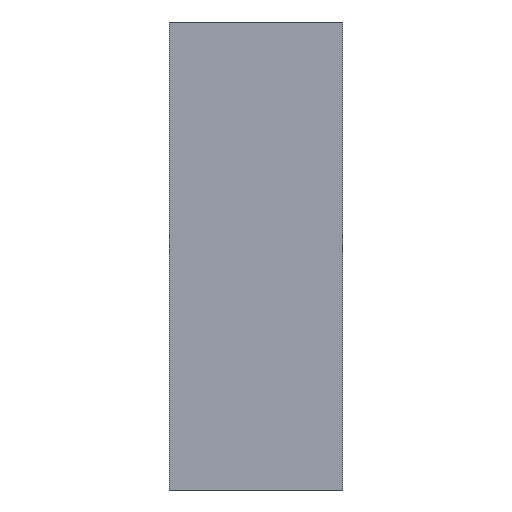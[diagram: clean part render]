
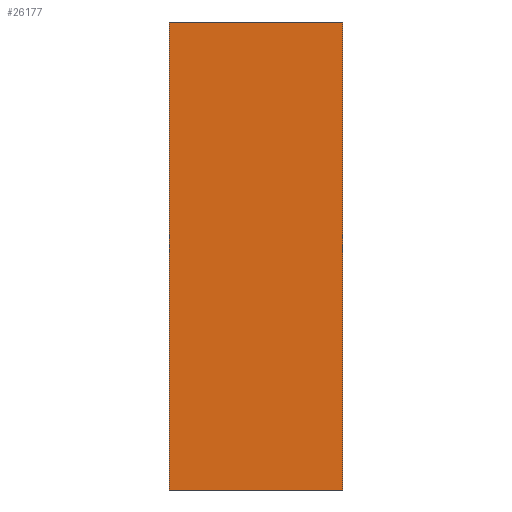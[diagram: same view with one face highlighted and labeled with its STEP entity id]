
A CAD part, left-side view. The second image highlights one B-rep face of the part: STEP entity #26177.
In plain terms, the highlighted planar face has unit normal (-1, 0, 0).
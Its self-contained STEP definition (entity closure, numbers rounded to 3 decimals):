
#45=DIRECTION('',(0.,0.,1.));
#46=VECTOR('',#45,22.9);
#47=CARTESIAN_POINT('',(-35.05,-4.25,-22.9));
#48=LINE('',#47,#46);
#49=DIRECTION('',(0.,-1.,0.));
#50=VECTOR('',#49,8.5);
#51=CARTESIAN_POINT('',(-35.05,4.25,-22.9));
#52=LINE('',#51,#50);
#53=DIRECTION('',(0.,0.,-1.));
#54=VECTOR('',#53,22.9);
#55=CARTESIAN_POINT('',(-35.05,4.25,0.));
#56=LINE('',#55,#54);
#57=DIRECTION('',(0.,1.,0.));
#58=VECTOR('',#57,8.5);
#59=CARTESIAN_POINT('',(-35.05,-4.25,0.));
#60=LINE('',#59,#58);
#21033=CARTESIAN_POINT('',(-35.05,4.25,0.));
#21035=VERTEX_POINT('',#21033);
#21057=CARTESIAN_POINT('',(-35.05,-4.25,0.));
#21058=VERTEX_POINT('',#21057);
#21129=CARTESIAN_POINT('',(-35.05,4.25,-22.9));
#21130=VERTEX_POINT('',#21129);
#21131=CARTESIAN_POINT('',(-35.05,-4.25,-22.9));
#21132=VERTEX_POINT('',#21131);
#26164=CARTESIAN_POINT('',(-35.05,0.,-11.45));
#26165=DIRECTION('',(1.,0.,0.));
#26166=DIRECTION('',(0.,-1.,0.));
#26167=AXIS2_PLACEMENT_3D('',#26164,#26165,#26166);
#26168=PLANE('',#26167);
#26170=ORIENTED_EDGE('',*,*,#26169,.F.);
#26172=ORIENTED_EDGE('',*,*,#26171,.F.);
#26173=ORIENTED_EDGE('',*,*,#26152,.F.);
#26174=ORIENTED_EDGE('',*,*,#26132,.F.);
#26175=EDGE_LOOP('',(#26170,#26172,#26173,#26174));
#26176=FACE_OUTER_BOUND('',#26175,.F.);
#26177=ADVANCED_FACE('',(#26176),#26168,.F.);
#26132=EDGE_CURVE('',#21058,#21035,#60,.T.);
#26152=EDGE_CURVE('',#21035,#21130,#56,.T.);
#26169=EDGE_CURVE('',#21132,#21058,#48,.T.);
#26171=EDGE_CURVE('',#21130,#21132,#52,.T.);
